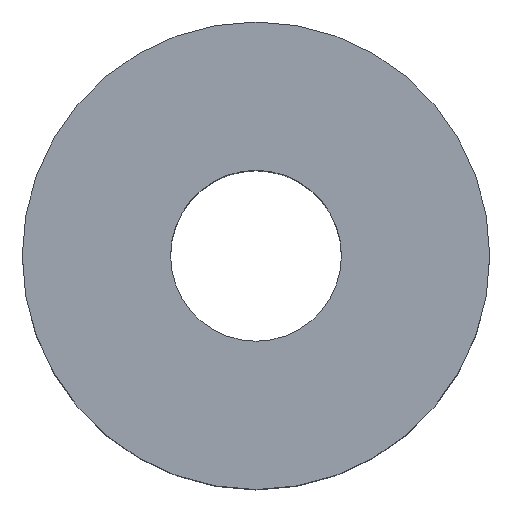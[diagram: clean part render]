
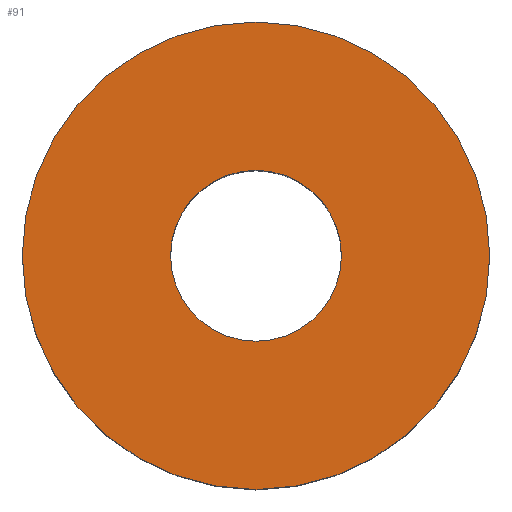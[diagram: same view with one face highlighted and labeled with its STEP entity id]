
A CAD part, top view. The second image highlights one B-rep face of the part: STEP entity #91.
In plain terms, the highlighted planar face has unit normal (0, 0, 1).
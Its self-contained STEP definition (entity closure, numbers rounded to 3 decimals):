
#25=FACE_BOUND('',#37,.T.);
#29=FACE_OUTER_BOUND('',#36,.T.);
#36=EDGE_LOOP('',(#72));
#37=EDGE_LOOP('',(#73,#74));
#44=CIRCLE('',#113,7.25);
#45=CIRCLE('',#115,2.65);
#46=CIRCLE('',#116,2.65);
#51=VERTEX_POINT('',#160);
#52=VERTEX_POINT('',#164);
#53=VERTEX_POINT('',#165);
#58=EDGE_CURVE('',#51,#51,#44,.T.);
#60=EDGE_CURVE('',#52,#53,#45,.T.);
#61=EDGE_CURVE('',#53,#52,#46,.T.);
#72=ORIENTED_EDGE('',*,*,#58,.T.);
#73=ORIENTED_EDGE('',*,*,#60,.T.);
#74=ORIENTED_EDGE('',*,*,#61,.T.);
#87=PLANE('',#114);
#91=ADVANCED_FACE('',(#29,#25),#87,.T.);
#113=AXIS2_PLACEMENT_3D('',#161,#132,#133);
#114=AXIS2_PLACEMENT_3D('',#163,#135,#136);
#115=AXIS2_PLACEMENT_3D('',#166,#137,#138);
#116=AXIS2_PLACEMENT_3D('',#167,#139,#140);
#132=DIRECTION('center_axis',(0.,0.,1.));
#133=DIRECTION('ref_axis',(-1.,0.,0.));
#135=DIRECTION('center_axis',(0.,0.,1.));
#136=DIRECTION('ref_axis',(-1.,0.,0.));
#137=DIRECTION('center_axis',(0.,0.,-1.));
#138=DIRECTION('ref_axis',(-1.,0.,0.));
#139=DIRECTION('center_axis',(0.,0.,-1.));
#140=DIRECTION('ref_axis',(-1.,0.,0.));
#160=CARTESIAN_POINT('',(7.25,0.,10.3));
#161=CARTESIAN_POINT('Origin',(0.,0.,10.3));
#163=CARTESIAN_POINT('Origin',(0.,0.,10.3));
#164=CARTESIAN_POINT('',(2.65,0.,10.3));
#165=CARTESIAN_POINT('',(-2.65,0.,10.3));
#166=CARTESIAN_POINT('Origin',(0.,0.,10.3));
#167=CARTESIAN_POINT('Origin',(0.,0.,10.3));
